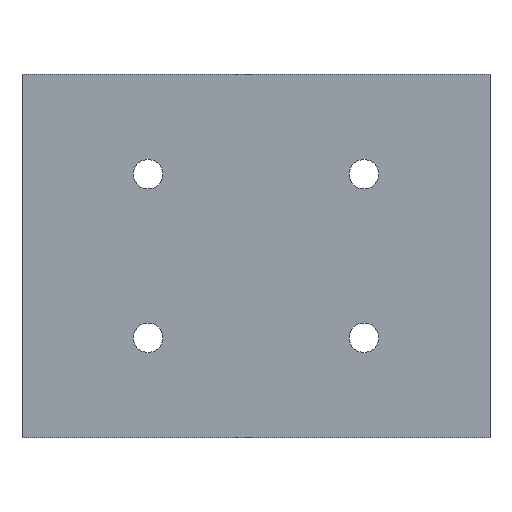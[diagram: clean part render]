
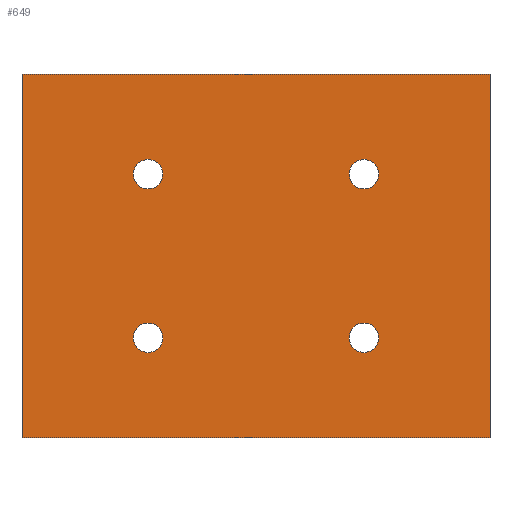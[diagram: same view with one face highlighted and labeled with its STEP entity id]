
A CAD part, front view. The second image highlights one B-rep face of the part: STEP entity #649.
In plain terms, the highlighted planar face has unit normal (0, -1, 0).
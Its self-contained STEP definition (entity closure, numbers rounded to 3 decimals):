
#23=FACE_BOUND('',#129,.T.);
#24=FACE_BOUND('',#130,.T.);
#25=FACE_BOUND('',#131,.T.);
#26=FACE_BOUND('',#132,.T.);
#39=CIRCLE('',#699,3.25);
#40=CIRCLE('',#701,3.25);
#41=CIRCLE('',#703,3.25);
#42=CIRCLE('',#705,3.25);
#85=FACE_OUTER_BOUND('',#128,.T.);
#128=EDGE_LOOP('',(#580,#581,#582,#583));
#129=EDGE_LOOP('',(#584));
#130=EDGE_LOOP('',(#585));
#131=EDGE_LOOP('',(#586));
#132=EDGE_LOOP('',(#587));
#173=LINE('',#974,#243);
#198=LINE('',#1058,#268);
#200=LINE('',#1062,#270);
#202=LINE('',#1065,#272);
#243=VECTOR('',#779,10.);
#268=VECTOR('',#876,10.);
#270=VECTOR('',#880,10.);
#272=VECTOR('',#884,10.);
#304=VERTEX_POINT('',#971);
#305=VERTEX_POINT('',#973);
#320=VERTEX_POINT('',#1025);
#321=VERTEX_POINT('',#1029);
#322=VERTEX_POINT('',#1033);
#323=VERTEX_POINT('',#1037);
#328=VERTEX_POINT('',#1057);
#329=VERTEX_POINT('',#1061);
#370=EDGE_CURVE('',#305,#304,#173,.T.);
#396=EDGE_CURVE('',#320,#320,#39,.T.);
#398=EDGE_CURVE('',#321,#321,#40,.T.);
#400=EDGE_CURVE('',#322,#322,#41,.T.);
#402=EDGE_CURVE('',#323,#323,#42,.T.);
#411=EDGE_CURVE('',#328,#305,#198,.T.);
#413=EDGE_CURVE('',#329,#328,#200,.T.);
#415=EDGE_CURVE('',#304,#329,#202,.T.);
#580=ORIENTED_EDGE('',*,*,#370,.T.);
#581=ORIENTED_EDGE('',*,*,#415,.T.);
#582=ORIENTED_EDGE('',*,*,#413,.T.);
#583=ORIENTED_EDGE('',*,*,#411,.T.);
#584=ORIENTED_EDGE('',*,*,#396,.T.);
#585=ORIENTED_EDGE('',*,*,#398,.T.);
#586=ORIENTED_EDGE('',*,*,#400,.T.);
#587=ORIENTED_EDGE('',*,*,#402,.T.);
#614=PLANE('',#714);
#649=ADVANCED_FACE('',(#85,#23,#24,#25,#26),#614,.T.);
#699=AXIS2_PLACEMENT_3D('',#1027,#841,#842);
#701=AXIS2_PLACEMENT_3D('',#1031,#846,#847);
#703=AXIS2_PLACEMENT_3D('',#1035,#851,#852);
#705=AXIS2_PLACEMENT_3D('',#1039,#856,#857);
#714=AXIS2_PLACEMENT_3D('',#1067,#887,#888);
#779=DIRECTION('',(1.,0.,0.));
#841=DIRECTION('center_axis',(0.,1.,0.));
#842=DIRECTION('ref_axis',(1.,0.,0.));
#846=DIRECTION('center_axis',(0.,1.,0.));
#847=DIRECTION('ref_axis',(1.,0.,0.));
#851=DIRECTION('center_axis',(0.,1.,0.));
#852=DIRECTION('ref_axis',(1.,0.,0.));
#856=DIRECTION('center_axis',(0.,1.,0.));
#857=DIRECTION('ref_axis',(1.,0.,0.));
#876=DIRECTION('',(0.,0.,-1.));
#880=DIRECTION('',(-1.,0.,0.));
#884=DIRECTION('',(0.,0.,1.));
#887=DIRECTION('center_axis',(0.,-1.,0.));
#888=DIRECTION('ref_axis',(0.,0.,-1.));
#971=CARTESIAN_POINT('',(99.,-10.,-76.));
#973=CARTESIAN_POINT('',(-4.,-10.,-76.));
#974=CARTESIAN_POINT('',(99.,-10.,-76.));
#1025=CARTESIAN_POINT('',(20.5,-10.,-18.));
#1027=CARTESIAN_POINT('Origin',(23.75,-10.,-18.));
#1029=CARTESIAN_POINT('',(68.,-10.,-18.));
#1031=CARTESIAN_POINT('Origin',(71.25,-10.,-18.));
#1033=CARTESIAN_POINT('',(20.5,-10.,-54.));
#1035=CARTESIAN_POINT('Origin',(23.75,-10.,-54.));
#1037=CARTESIAN_POINT('',(68.,-10.,-54.));
#1039=CARTESIAN_POINT('Origin',(71.25,-10.,-54.));
#1057=CARTESIAN_POINT('',(-4.,-10.,4.));
#1058=CARTESIAN_POINT('',(-4.,-10.,-76.));
#1061=CARTESIAN_POINT('',(99.,-10.,4.));
#1062=CARTESIAN_POINT('',(-4.,-10.,4.));
#1065=CARTESIAN_POINT('',(99.,-10.,4.));
#1067=CARTESIAN_POINT('Origin',(47.5,-10.,-36.));
